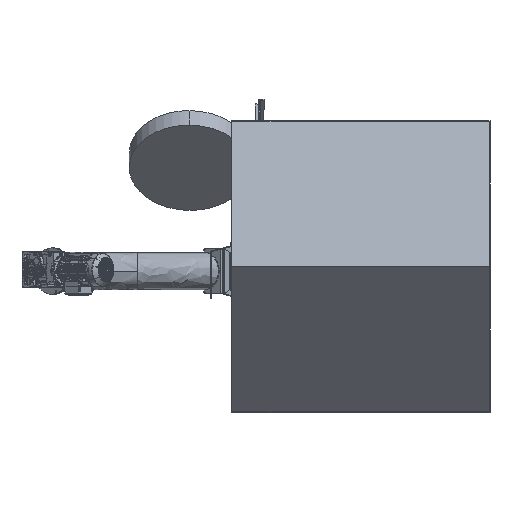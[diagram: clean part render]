
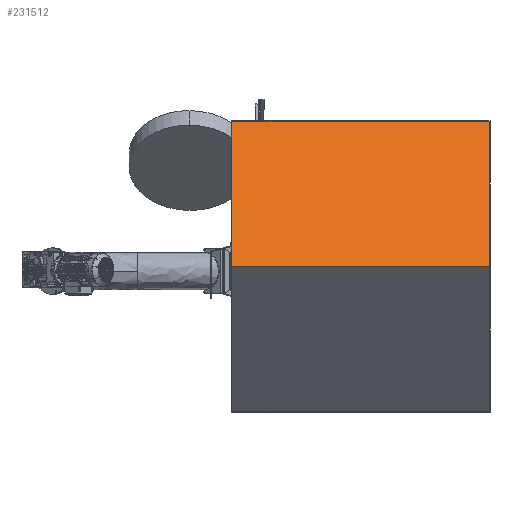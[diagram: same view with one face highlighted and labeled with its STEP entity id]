
A CAD part, left-side view. The second image highlights one B-rep face of the part: STEP entity #231512.
In plain terms, the highlighted free-form (B-spline) face has degree [1, 1] with [2, 2] control points.
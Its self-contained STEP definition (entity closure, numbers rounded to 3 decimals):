
#231410 = VERTEX_POINT('',#231411);
#231411 = CARTESIAN_POINT('',(-3002.524,1302.78,
    24.972));
#231416 = EDGE_CURVE('',#231410,#231417,#231419,.T.);
#231417 = VERTEX_POINT('',#231418);
#231418 = CARTESIAN_POINT('',(-2196.806,1302.78,
    830.69));
#231419 = B_SPLINE_CURVE_WITH_KNOTS('',1,(#231420,#231421),
  .UNSPECIFIED.,.F.,.F.,(2,2),(-1200.,0.),.PIECEWISE_BEZIER_KNOTS.);
#231420 = CARTESIAN_POINT('',(-3002.524,1302.78,
    24.972));
#231421 = CARTESIAN_POINT('',(-2196.806,1302.78,
    830.69));
#231495 = EDGE_CURVE('',#231496,#231417,#231498,.T.);
#231496 = VERTEX_POINT('',#231497);
#231497 = CARTESIAN_POINT('',(-2196.806,-121.542,
    830.69));
#231498 = B_SPLINE_CURVE_WITH_KNOTS('',1,(#231499,#231500),
  .UNSPECIFIED.,.F.,.F.,(2,2),(0.,1500.),.PIECEWISE_BEZIER_KNOTS.);
#231499 = CARTESIAN_POINT('',(-2196.806,-121.542,
    830.69));
#231500 = CARTESIAN_POINT('',(-2196.806,1302.78,
    830.69));
#231512 = ADVANCED_FACE('',(#231513),#231529,.T.);
#231513 = FACE_BOUND('',#231514,.T.);
#231514 = EDGE_LOOP('',(#231515,#231516,#231523,#231528));
#231515 = ORIENTED_EDGE('',*,*,#231416,.F.);
#231516 = ORIENTED_EDGE('',*,*,#231517,.F.);
#231517 = EDGE_CURVE('',#231518,#231410,#231520,.T.);
#231518 = VERTEX_POINT('',#231519);
#231519 = CARTESIAN_POINT('',(-3002.524,-121.542,
    24.972));
#231520 = B_SPLINE_CURVE_WITH_KNOTS('',1,(#231521,#231522),
  .UNSPECIFIED.,.F.,.F.,(2,2),(0.,1500.),.PIECEWISE_BEZIER_KNOTS.);
#231521 = CARTESIAN_POINT('',(-3002.524,-121.542,
    24.972));
#231522 = CARTESIAN_POINT('',(-3002.524,1302.78,
    24.972));
#231523 = ORIENTED_EDGE('',*,*,#231524,.T.);
#231524 = EDGE_CURVE('',#231518,#231496,#231525,.T.);
#231525 = B_SPLINE_CURVE_WITH_KNOTS('',1,(#231526,#231527),
  .UNSPECIFIED.,.F.,.F.,(2,2),(-1200.,0.),.PIECEWISE_BEZIER_KNOTS.);
#231526 = CARTESIAN_POINT('',(-3002.524,-121.542,
    24.972));
#231527 = CARTESIAN_POINT('',(-2196.806,-121.542,
    830.69));
#231528 = ORIENTED_EDGE('',*,*,#231495,.T.);
#231529 = B_SPLINE_SURFACE_WITH_KNOTS('',1,1,(
    (#231530,#231531)
    ,(#231532,#231533
    )),.UNSPECIFIED.,.F.,.F.,.F.,(2,2),(2,2),(-1200.,0.),(0.,1500.),
  .PIECEWISE_BEZIER_KNOTS.);
#231530 = CARTESIAN_POINT('',(-3002.524,-121.542,
    24.972));
#231531 = CARTESIAN_POINT('',(-3002.524,1302.78,
    24.972));
#231532 = CARTESIAN_POINT('',(-2196.806,-121.542,
    830.69));
#231533 = CARTESIAN_POINT('',(-2196.806,1302.78,
    830.69));
